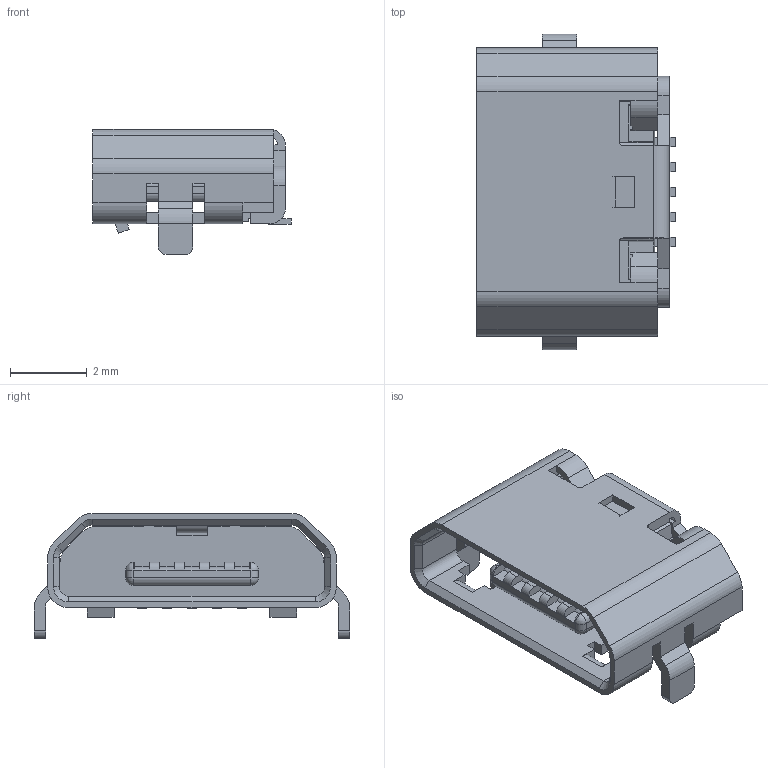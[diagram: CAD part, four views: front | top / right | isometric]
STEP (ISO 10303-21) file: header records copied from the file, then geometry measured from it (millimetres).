
FILE_DESCRIPTION( ( '' ), ' ' );
FILE_NAME( '5b6a6b0158638f0f0c9893b9.step', '2018-08-08T04:01:06', ( '' ), ( '' ), ' ', ' ', ' ' );
FILE_SCHEMA( ( 'AUTOMOTIVE_DESIGN { 1 0 10303 214 1 1 1 1 }' ) );
Length unit declared in the file: metre
Products named in the file (1): Open CASCADE STEP translator 6.8 1
Bounding box: 5.15 x 8.2 x 3.25 mm (x, y, z)
Volume: 41.7 mm3; surface area: 242.8 mm2
Topology: 1 solids, 6 shells, 347 faces, 993 edges, 640 vertices
Faces by surface type: plane 261, cylinder 76, cone 6, sphere 4
Entity records: 18920 total; most frequent: CARTESIAN_POINT 1991, ORIENTED_EDGE 1978, DIRECTION 1849, STYLED_ITEM 1336, PRESENTATION_STYLE_ASSIGNMENT 1336, COLOUR_RGB 1336, EDGE_CURVE 989, CURVE_STYLE 989
